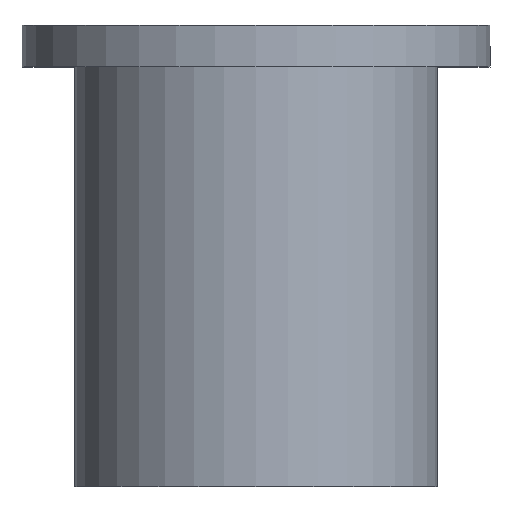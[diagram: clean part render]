
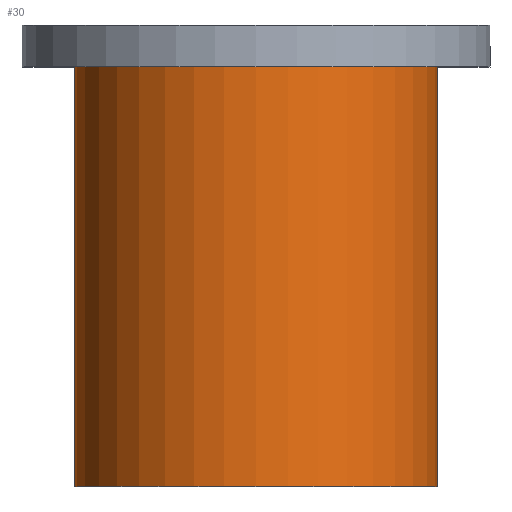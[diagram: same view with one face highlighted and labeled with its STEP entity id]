
A CAD part, top view. The second image highlights one B-rep face of the part: STEP entity #30.
In plain terms, the highlighted cylindrical face has radius 0.787 mm (diameter 1.575 mm), a partial arc.
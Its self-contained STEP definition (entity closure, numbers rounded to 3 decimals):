
#6 = CARTESIAN_POINT ( 'NONE',  ( 0.787, 2., 0. ) ) ;
#8 = EDGE_LOOP ( 'NONE', ( #23, #26, #35, #117 ) ) ;
#9 = EDGE_CURVE ( 'NONE', #160, #140, #106, .T. ) ;
#12 = CARTESIAN_POINT ( 'NONE',  ( -0.788, 1.82, 0. ) ) ;
#18 = CARTESIAN_POINT ( 'NONE',  ( -0.788, 2., 0. ) ) ;
#20 = VERTEX_POINT ( 'NONE', #12 ) ;
#23 = ORIENTED_EDGE ( 'NONE', *, *, #113, .T. ) ;
#24 = VECTOR ( 'NONE', #155, 1000. ) ;
#26 = ORIENTED_EDGE ( 'NONE', *, *, #9, .T. ) ;
#30 = ADVANCED_FACE ( 'NONE', ( #167 ), #198, .T. ) ;
#31 = DIRECTION ( 'NONE',  ( -1., 0., 0. ) ) ;
#32 = DIRECTION ( 'NONE',  ( 0., 1., 0. ) ) ;
#33 = DIRECTION ( 'NONE',  ( -1., 0., 0. ) ) ;
#35 = ORIENTED_EDGE ( 'NONE', *, *, #216, .F. ) ;
#40 = AXIS2_PLACEMENT_3D ( 'NONE', #189, #137, #33 ) ;
#43 = CIRCLE ( 'NONE', #173, 0.787 ) ;
#47 = CARTESIAN_POINT ( 'NONE',  ( 0.788, 0., 0. ) ) ;
#55 = VECTOR ( 'NONE', #57, 1000. ) ;
#57 = DIRECTION ( 'NONE',  ( 0., 1., 0. ) ) ;
#62 = LINE ( 'NONE', #18, #24 ) ;
#78 = AXIS2_PLACEMENT_3D ( 'NONE', #124, #145, #219 ) ;
#102 = CIRCLE ( 'NONE', #40, 0.787 ) ;
#106 = LINE ( 'NONE', #6, #55 ) ;
#113 = EDGE_CURVE ( 'NONE', #194, #160, #43, .T. ) ;
#117 = ORIENTED_EDGE ( 'NONE', *, *, #153, .F. ) ;
#124 = CARTESIAN_POINT ( 'NONE',  ( 0., 2., 0. ) ) ;
#137 = DIRECTION ( 'NONE',  ( 0., 1., 0. ) ) ;
#140 = VERTEX_POINT ( 'NONE', #205 ) ;
#145 = DIRECTION ( 'NONE',  ( 0., 1., 0. ) ) ;
#152 = CARTESIAN_POINT ( 'NONE',  ( -0.787, 0., 0. ) ) ;
#153 = EDGE_CURVE ( 'NONE', #194, #20, #62, .T. ) ;
#155 = DIRECTION ( 'NONE',  ( 0., 1., 0. ) ) ;
#160 = VERTEX_POINT ( 'NONE', #47 ) ;
#167 = FACE_OUTER_BOUND ( 'NONE', #8, .T. ) ;
#173 = AXIS2_PLACEMENT_3D ( 'NONE', #185, #32, #31 ) ;
#185 = CARTESIAN_POINT ( 'NONE',  ( 0., 0., 0. ) ) ;
#189 = CARTESIAN_POINT ( 'NONE',  ( 0., 1.82, 0. ) ) ;
#194 = VERTEX_POINT ( 'NONE', #152 ) ;
#198 = CYLINDRICAL_SURFACE ( 'NONE', #78, 0.787 ) ;
#205 = CARTESIAN_POINT ( 'NONE',  ( 0.787, 1.82, 0. ) ) ;
#216 = EDGE_CURVE ( 'NONE', #20, #140, #102, .T. ) ;
#219 = DIRECTION ( 'NONE',  ( -1., 0., 0. ) ) ;
